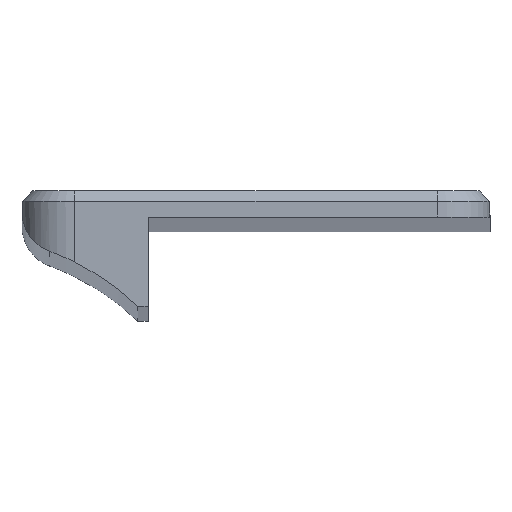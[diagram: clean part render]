
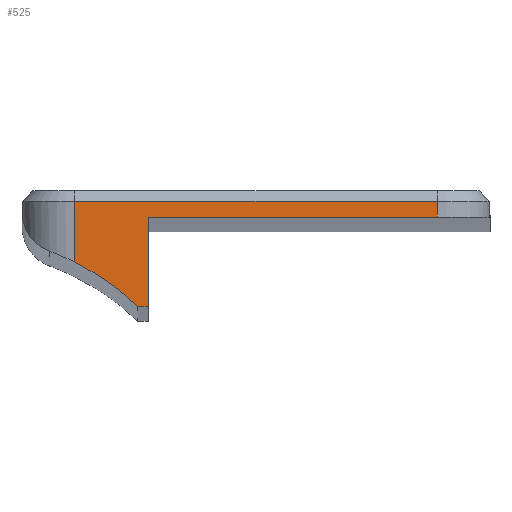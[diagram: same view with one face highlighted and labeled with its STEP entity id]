
A CAD part, top view. The second image highlights one B-rep face of the part: STEP entity #525.
In plain terms, the highlighted planar face has unit normal (0, 0, 1).
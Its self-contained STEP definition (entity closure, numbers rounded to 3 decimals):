
#151=DIRECTION('',(-1.,0.,0.));
#152=VECTOR('',#151,13.8);
#153=CARTESIAN_POINT('',(15.8,-0.4,160.5));
#154=LINE('',#153,#152);
#155=DIRECTION('',(0.,1.,0.));
#156=VECTOR('',#155,0.6);
#157=CARTESIAN_POINT('',(15.8,-1.,160.5));
#158=LINE('',#157,#156);
#159=DIRECTION('',(1.,0.,0.));
#160=VECTOR('',#159,11.);
#161=CARTESIAN_POINT('',(4.8,-1.,160.5));
#162=LINE('',#161,#160);
#163=DIRECTION('',(0.,1.,0.));
#164=VECTOR('',#163,3.4);
#165=CARTESIAN_POINT('',(4.8,-4.4,160.5));
#166=LINE('',#165,#164);
#167=DIRECTION('',(1.,0.,0.));
#168=VECTOR('',#167,0.4);
#169=CARTESIAN_POINT('',(4.4,-4.4,160.5));
#170=LINE('',#169,#168);
#171=CARTESIAN_POINT('',(-2.18,-11.185,160.5));
#172=DIRECTION('',(0.,0.,-1.));
#173=DIRECTION('',(0.442,0.897,0.));
#174=AXIS2_PLACEMENT_3D('',#171,#172,#173);
#176=DIRECTION('',(0.,-1.,0.));
#177=VECTOR('',#176,2.308);
#178=CARTESIAN_POINT('',(2.,-0.4,160.5));
#179=LINE('',#178,#177);
#237=CARTESIAN_POINT('',(4.8,-4.4,160.5));
#238=CARTESIAN_POINT('',(4.8,-1.,160.5));
#239=VERTEX_POINT('',#237);
#240=VERTEX_POINT('',#238);
#245=CARTESIAN_POINT('',(2.,-2.708,160.5));
#246=CARTESIAN_POINT('',(4.4,-4.4,160.5));
#247=VERTEX_POINT('',#245);
#248=VERTEX_POINT('',#246);
#262=CARTESIAN_POINT('',(15.8,-1.,160.5));
#264=VERTEX_POINT('',#262);
#265=CARTESIAN_POINT('',(2.,-0.4,160.5));
#267=VERTEX_POINT('',#265);
#293=CARTESIAN_POINT('',(15.8,-0.4,160.5));
#294=VERTEX_POINT('',#293);
#509=CARTESIAN_POINT('',(0.,0.,160.5));
#510=DIRECTION('',(0.,0.,1.));
#511=DIRECTION('',(1.,0.,0.));
#512=AXIS2_PLACEMENT_3D('',#509,#510,#511);
#513=PLANE('',#512);
#515=ORIENTED_EDGE('',*,*,#514,.F.);
#517=ORIENTED_EDGE('',*,*,#516,.F.);
#518=ORIENTED_EDGE('',*,*,#372,.F.);
#519=ORIENTED_EDGE('',*,*,#389,.F.);
#520=ORIENTED_EDGE('',*,*,#402,.F.);
#521=ORIENTED_EDGE('',*,*,#421,.F.);
#522=ORIENTED_EDGE('',*,*,#499,.F.);
#523=EDGE_LOOP('',(#515,#517,#518,#519,#520,#521,#522));
#524=FACE_OUTER_BOUND('',#523,.F.);
#525=ADVANCED_FACE('',(#524),#513,.T.);
#175=CIRCLE('',#174,9.451);
#372=EDGE_CURVE('',#240,#264,#162,.T.);
#389=EDGE_CURVE('',#239,#240,#166,.T.);
#402=EDGE_CURVE('',#248,#239,#170,.T.);
#421=EDGE_CURVE('',#247,#248,#175,.T.);
#499=EDGE_CURVE('',#267,#247,#179,.T.);
#514=EDGE_CURVE('',#294,#267,#154,.T.);
#516=EDGE_CURVE('',#264,#294,#158,.T.);
